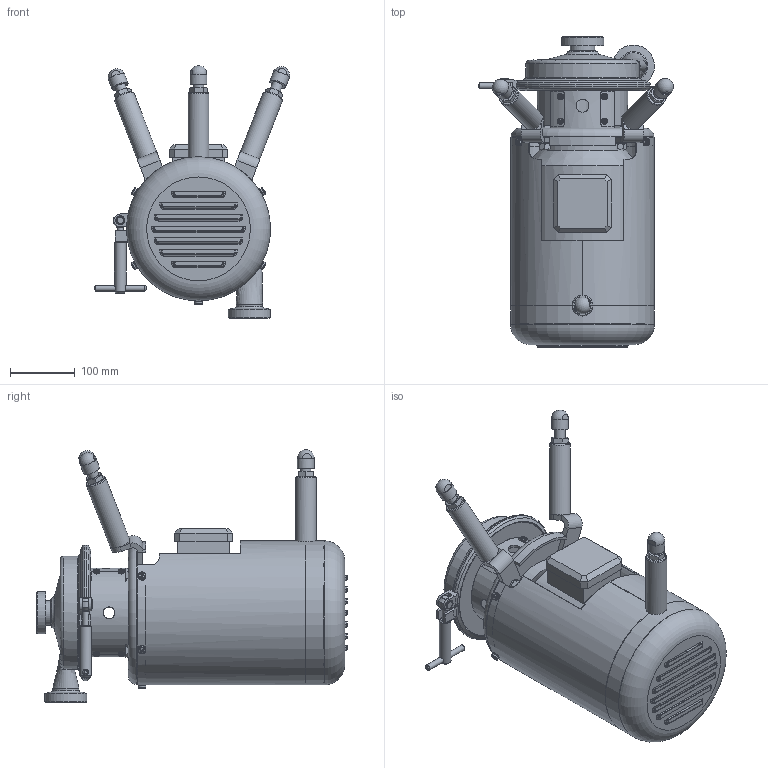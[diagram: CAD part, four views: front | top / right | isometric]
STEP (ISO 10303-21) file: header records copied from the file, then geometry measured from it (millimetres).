
FILE_DESCRIPTION (( 'STEP AP203' ), '1' );
FILE_NAME ('xxxSLDPRT.STEP', '2013-08-25T09:06:12', ( 'QQ' ), ( 'PP' ), 'SwSTEP 2.0', 'SolidWorks 2010', '' );
FILE_SCHEMA (( 'CONFIG_CONTROL_DESIGN' ));
Length unit declared in the file: millimetre
Products named in the file (1): xxxSLDPRT
Bounding box: 301.06 x 479 x 389.61 mm (x, y, z)
Surface area: 927470.8 mm2 (no closed solid volume)
Topology: 0 solids, 74 shells, 537 faces, 1844 edges, 1360 vertices
Faces by surface type: plane 246, cylinder 130, cone 76, torus 61, sphere 16, bspline 8
Full cylindrical faces by diameter (mm): 9 x1, 9.5 x8, 9.8 x1, 12 x10, 14 x2, 16 x3, 18 x1, 20 x3, 26 x3, 32 x3, 38 x2, 40.5 x1, 42 x2, 51.8 x2, 65 x2, 133 x1, 174.7 x1, 180 x1, 196 x3, 220 x3, 222 x2
Entity records: 30286 total; most frequent: CARTESIAN_POINT 15350, DIRECTION 3036, ORIENTED_EDGE 2584, EDGE_CURVE 1714, VERTEX_POINT 1339, AXIS2_PLACEMENT_3D 1191, EDGE_LOOP 746, CIRCLE 661
